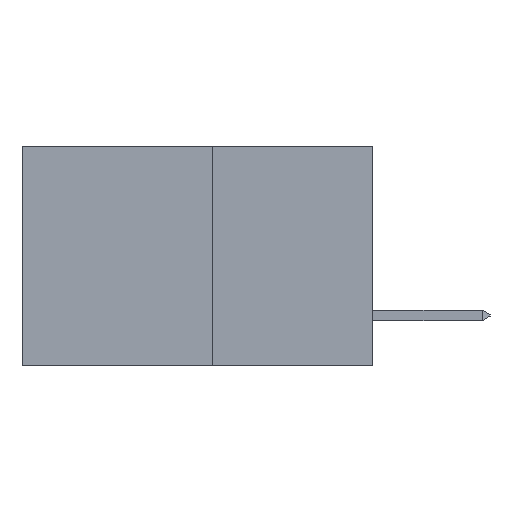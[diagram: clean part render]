
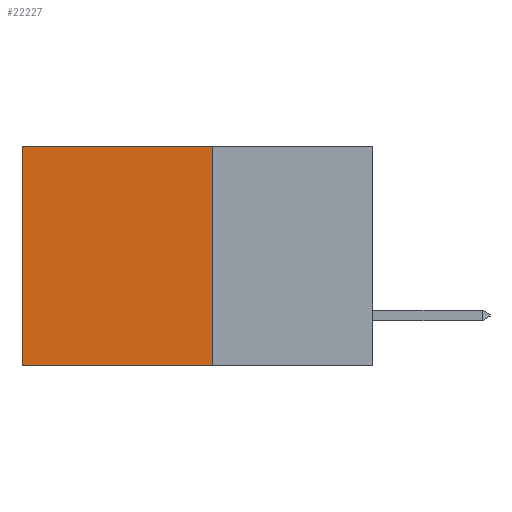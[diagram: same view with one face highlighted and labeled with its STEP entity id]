
A CAD part, left-side view. The second image highlights one B-rep face of the part: STEP entity #22227.
In plain terms, the highlighted planar face has unit normal (-1, 0, 0).
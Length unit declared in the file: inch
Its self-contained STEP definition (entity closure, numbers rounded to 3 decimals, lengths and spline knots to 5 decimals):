
#71 = VECTOR ( 'NONE', #12002, 39.37008 ) ;
#1936 = PLANE ( 'NONE',  #2336 ) ;
#2336 = AXIS2_PLACEMENT_3D ( 'NONE', #17049, #6379, #21347 ) ;
#3045 = DIRECTION ( 'NONE',  ( 0., 0., -1. ) ) ;
#5334 = CARTESIAN_POINT ( 'NONE',  ( 0.277, 0.59, 0. ) ) ;
#5351 = VERTEX_POINT ( 'NONE', #10552 ) ;
#5436 = VERTEX_POINT ( 'NONE', #5334 ) ;
#6177 = EDGE_CURVE ( 'NONE', #25884, #5436, #22350, .T. ) ;
#6379 = DIRECTION ( 'NONE',  ( 1., 0., 0. ) ) ;
#9280 = CARTESIAN_POINT ( 'NONE',  ( 0.277, 0.27, 0. ) ) ;
#10552 = CARTESIAN_POINT ( 'NONE',  ( 0.277, 0.27, -0.37 ) ) ;
#10778 = DIRECTION ( 'NONE',  ( 0., 1., 0. ) ) ;
#10971 = DIRECTION ( 'NONE',  ( 0., 0., -1. ) ) ;
#11054 = EDGE_CURVE ( 'NONE', #5351, #19696, #13201, .T. ) ;
#11455 = CARTESIAN_POINT ( 'NONE',  ( 0.277, 0.27, 0. ) ) ;
#12002 = DIRECTION ( 'NONE',  ( 0., 1., 0. ) ) ;
#12619 = EDGE_LOOP ( 'NONE', ( #22865, #14168, #16759, #13982 ) ) ;
#13201 = LINE ( 'NONE', #21410, #16576 ) ;
#13982 = ORIENTED_EDGE ( 'NONE', *, *, #6177, .T. ) ;
#14168 = ORIENTED_EDGE ( 'NONE', *, *, #11054, .F. ) ;
#14225 = EDGE_CURVE ( 'NONE', #5436, #19696, #18384, .T. ) ;
#15492 = CARTESIAN_POINT ( 'NONE',  ( 0.277, 0.59, -0.37 ) ) ;
#16576 = VECTOR ( 'NONE', #10778, 39.37008 ) ;
#16759 = ORIENTED_EDGE ( 'NONE', *, *, #23912, .F. ) ;
#17049 = CARTESIAN_POINT ( 'NONE',  ( 0.277, 0.27, -0.37 ) ) ;
#17686 = VECTOR ( 'NONE', #3045, 39.37008 ) ;
#17780 = VECTOR ( 'NONE', #10971, 39.37008 ) ;
#18384 = LINE ( 'NONE', #15492, #17686 ) ;
#19477 = CARTESIAN_POINT ( 'NONE',  ( 0.277, 0.27, -0.37 ) ) ;
#19696 = VERTEX_POINT ( 'NONE', #24800 ) ;
#21347 = DIRECTION ( 'NONE',  ( 0., 0., -1. ) ) ;
#21410 = CARTESIAN_POINT ( 'NONE',  ( 0.277, 0.27, -0.37 ) ) ;
#22227 = ADVANCED_FACE ( 'NONE', ( #24425 ), #1936, .F. ) ;
#22350 = LINE ( 'NONE', #11455, #71 ) ;
#22865 = ORIENTED_EDGE ( 'NONE', *, *, #14225, .T. ) ;
#23434 = LINE ( 'NONE', #19477, #17780 ) ;
#23912 = EDGE_CURVE ( 'NONE', #25884, #5351, #23434, .T. ) ;
#24425 = FACE_OUTER_BOUND ( 'NONE', #12619, .T. ) ;
#24800 = CARTESIAN_POINT ( 'NONE',  ( 0.277, 0.59, -0.37 ) ) ;
#25884 = VERTEX_POINT ( 'NONE', #9280 ) ;
